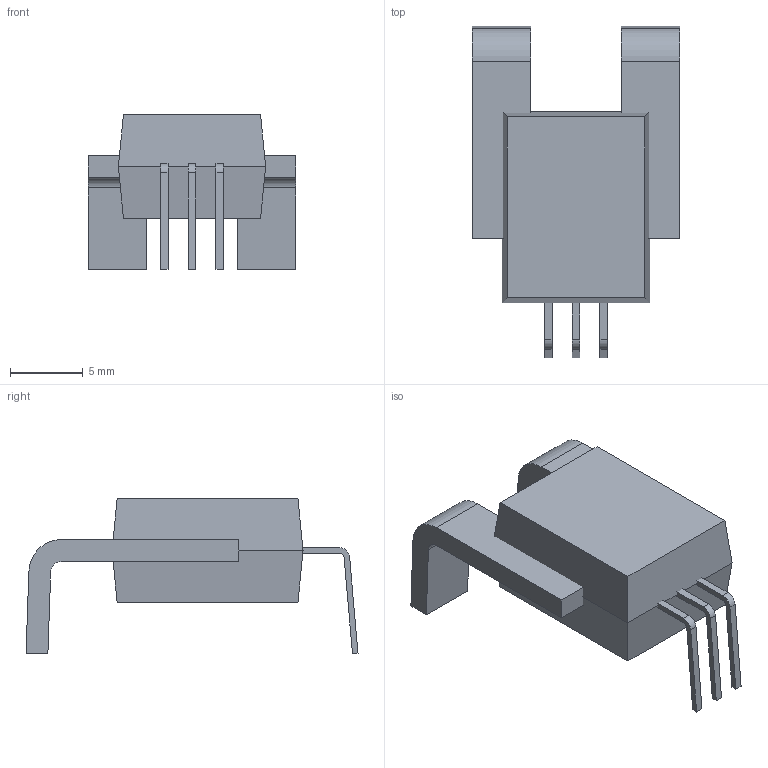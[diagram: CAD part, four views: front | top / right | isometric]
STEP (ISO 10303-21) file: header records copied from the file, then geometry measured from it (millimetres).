
FILE_DESCRIPTION((''),'2;1');
FILE_NAME('ALLEGRO_CB(PFF).stp','2014-05-27T16:08:41',(''),(''),'Mechanical Desktop 2011','Mechanical Desktop 2011',', , ');
FILE_SCHEMA(('AUTOMOTIVE_DESIGN { 1 2 10303 214 1 1 1 1 }'));
Length unit declared in the file: millimetre
Products named in the file (1): Product
Bounding box: 14.2 x 22.77 x 10.6 mm (x, y, z)
Volume: 1129.5 mm3; surface area: 1075.2 mm2
Topology: 6 solids, 6 shells, 60 faces, 140 edges, 92 vertices
Faces by surface type: plane 50, cylinder 10
Entity records: 1739 total; most frequent: CARTESIAN_POINT 293, DIRECTION 282, ORIENTED_EDGE 280, EDGE_CURVE 140, VECTOR 120, LINE 120, VERTEX_POINT 92, AXIS2_PLACEMENT_3D 81
